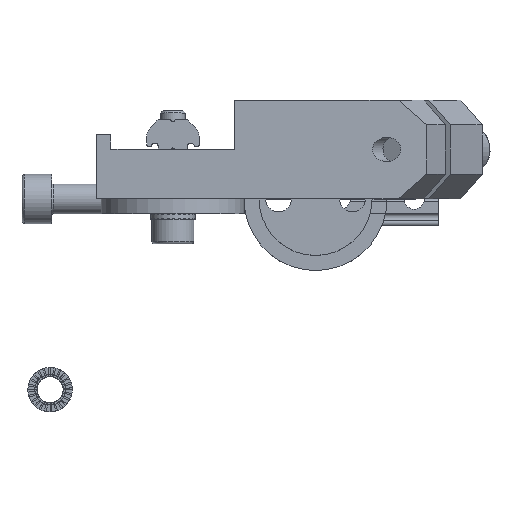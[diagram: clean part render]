
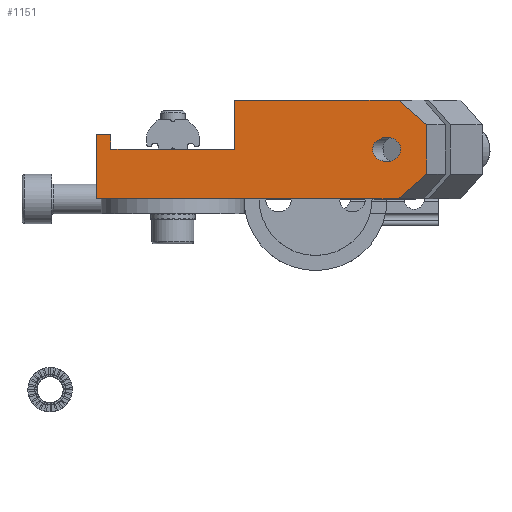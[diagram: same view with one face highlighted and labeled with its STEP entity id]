
A CAD part, top view. The second image highlights one B-rep face of the part: STEP entity #1151.
In plain terms, the highlighted planar face has unit normal (0, 0, 1).
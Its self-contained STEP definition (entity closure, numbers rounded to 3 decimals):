
#1151 = ADVANCED_FACE( '', ( #2428, #2429 ), #2430, .T. );
#2428 = FACE_BOUND( '', #3822, .T. );
#2429 = FACE_OUTER_BOUND( '', #3823, .T. );
#2430 = PLANE( '', #3824 );
#3822 = EDGE_LOOP( '', ( #7644 ) );
#3823 = EDGE_LOOP( '', ( #7645, #7646, #7647, #7648, #7649, #7650, #7651, #7652, #7653, #7654 ) );
#3824 = AXIS2_PLACEMENT_3D( '', #7655, #7656, #7657 );
#7644 = ORIENTED_EDGE( '', *, *, #10271, .F. );
#7645 = ORIENTED_EDGE( '', *, *, #10067, .T. );
#7646 = ORIENTED_EDGE( '', *, *, #10234, .T. );
#7647 = ORIENTED_EDGE( '', *, *, #8762, .T. );
#7648 = ORIENTED_EDGE( '', *, *, #9755, .F. );
#7649 = ORIENTED_EDGE( '', *, *, #10229, .T. );
#7650 = ORIENTED_EDGE( '', *, *, #9366, .F. );
#7651 = ORIENTED_EDGE( '', *, *, #9105, .F. );
#7652 = ORIENTED_EDGE( '', *, *, #8701, .T. );
#7653 = ORIENTED_EDGE( '', *, *, #9737, .F. );
#7654 = ORIENTED_EDGE( '', *, *, #9094, .T. );
#7655 = CARTESIAN_POINT( '', ( 35., 20., 35. ) );
#7656 = DIRECTION( '', ( 0., 0., 1. ) );
#7657 = DIRECTION( '', ( 1., 0., 0. ) );
#8701 = EDGE_CURVE( '', #10525, #10526, #10527, .T. );
#8762 = EDGE_CURVE( '', #10636, #10634, #10637, .T. );
#9094 = EDGE_CURVE( '', #11250, #11251, #11252, .F. );
#9105 = EDGE_CURVE( '', #10525, #11269, #11270, .T. );
#9366 = EDGE_CURVE( '', #11269, #11728, #11729, .T. );
#9737 = EDGE_CURVE( '', #11250, #10526, #12258, .T. );
#9755 = EDGE_CURVE( '', #12281, #10634, #12283, .T. );
#10067 = EDGE_CURVE( '', #11251, #12710, #12712, .T. );
#10229 = EDGE_CURVE( '', #12281, #11728, #12910, .T. );
#10234 = EDGE_CURVE( '', #12710, #10636, #12915, .T. );
#10271 = EDGE_CURVE( '', #12952, #12952, #12953, .T. );
#10525 = VERTEX_POINT( '', #13333 );
#10526 = VERTEX_POINT( '', #13334 );
#10527 = LINE( '', #13335, #13336 );
#10634 = VERTEX_POINT( '', #13486 );
#10636 = VERTEX_POINT( '', #13489 );
#10637 = LINE( '', #13490, #13491 );
#11250 = VERTEX_POINT( '', #14308 );
#11251 = VERTEX_POINT( '', #14309 );
#11252 = LINE( '', #14310, #14311 );
#11269 = VERTEX_POINT( '', #14335 );
#11270 = LINE( '', #14336, #14337 );
#11728 = VERTEX_POINT( '', #14933 );
#11729 = LINE( '', #14934, #14935 );
#12258 = LINE( '', #15665, #15666 );
#12281 = VERTEX_POINT( '', #15697 );
#12283 = LINE( '', #15700, #15701 );
#12710 = VERTEX_POINT( '', #16283 );
#12712 = LINE( '', #16286, #16287 );
#12910 = LINE( '', #16564, #16565 );
#12915 = LINE( '', #16571, #16572 );
#12952 = VERTEX_POINT( '', #16621 );
#12953 = ELLIPSE( '', #16622, 2.839, 2.459 );
#13333 = CARTESIAN_POINT( '', ( 16.726, 0., 35. ) );
#13334 = CARTESIAN_POINT( '', ( 22.5, 5., 35. ) );
#13335 = CARTESIAN_POINT( '', ( 37.066, 17.614, 35. ) );
#13336 = VECTOR( '', #16920, 1000. );
#13486 = CARTESIAN_POINT( '', ( -41.47, 10., 35. ) );
#13489 = CARTESIAN_POINT( '', ( -16.37, 10., 35. ) );
#13490 = CARTESIAN_POINT( '', ( 35., 10., 35. ) );
#13491 = VECTOR( '', #16977, 1000. );
#14308 = CARTESIAN_POINT( '', ( 22.5, 15., 35. ) );
#14309 = CARTESIAN_POINT( '', ( 16.726, 20., 35. ) );
#14310 = CARTESIAN_POINT( '', ( 27.168, 10.957, 35. ) );
#14311 = VECTOR( '', #17536, 1000. );
#14335 = CARTESIAN_POINT( '', ( -44.47, 0., 35. ) );
#14336 = CARTESIAN_POINT( '', ( 35., 0., 35. ) );
#14337 = VECTOR( '', #17547, 1000. );
#14933 = CARTESIAN_POINT( '', ( -44.47, 13., 35. ) );
#14934 = CARTESIAN_POINT( '', ( -44.47, 0., 35. ) );
#14935 = VECTOR( '', #17983, 1000. );
#15665 = CARTESIAN_POINT( '', ( 22.5, 50., 35. ) );
#15666 = VECTOR( '', #18371, 1000. );
#15697 = CARTESIAN_POINT( '', ( -41.47, 13., 35. ) );
#15700 = CARTESIAN_POINT( '', ( -41.47, 13., 35. ) );
#15701 = VECTOR( '', #18390, 1000. );
#16283 = CARTESIAN_POINT( '', ( -16.37, 20., 35. ) );
#16286 = CARTESIAN_POINT( '', ( 35., 20., 35. ) );
#16287 = VECTOR( '', #18793, 1000. );
#16564 = CARTESIAN_POINT( '', ( -41.47, 13., 35. ) );
#16565 = VECTOR( '', #18987, 1000. );
#16571 = CARTESIAN_POINT( '', ( -16.37, 20., 35. ) );
#16572 = VECTOR( '', #18989, 1000. );
#16621 = CARTESIAN_POINT( '', ( 17.256, 10., 35. ) );
#16622 = AXIS2_PLACEMENT_3D( '', #19002, #19003, #19004 );
#16920 = DIRECTION( '', ( 0.756, 0.655, 0. ) );
#16977 = DIRECTION( '', ( -1., 0., 0. ) );
#17536 = DIRECTION( '', ( 0.756, -0.655, 0. ) );
#17547 = DIRECTION( '', ( -1., 0., 0. ) );
#17983 = DIRECTION( '', ( 0., 1., 0. ) );
#18371 = DIRECTION( '', ( 0., -1., 0. ) );
#18390 = DIRECTION( '', ( 0., -1., 0. ) );
#18793 = DIRECTION( '', ( -1., 0., 0. ) );
#18987 = DIRECTION( '', ( -1., 0., 0. ) );
#18989 = DIRECTION( '', ( 0., -1., 0. ) );
#19002 = CARTESIAN_POINT( '', ( 14.417, 10., 35. ) );
#19003 = DIRECTION( '', ( 0., 0., 1. ) );
#19004 = DIRECTION( '', ( 1., 0., 0. ) );
